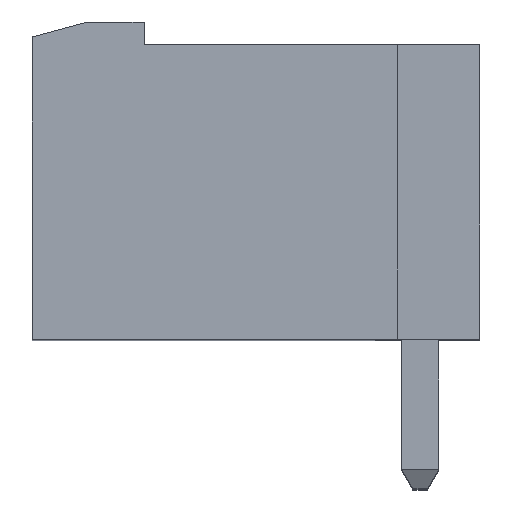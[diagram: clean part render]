
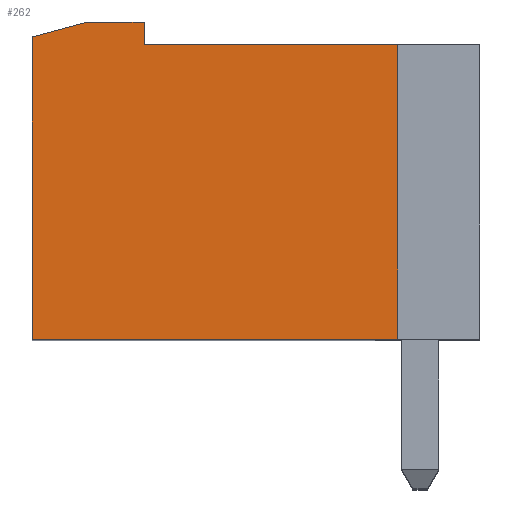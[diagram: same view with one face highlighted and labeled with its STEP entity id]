
A CAD part, top view. The second image highlights one B-rep face of the part: STEP entity #262.
In plain terms, the highlighted planar face has unit normal (0, 0, 1).
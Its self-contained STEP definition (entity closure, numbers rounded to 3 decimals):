
#262 = ADVANCED_FACE( '', ( #667 ), #668, .F. );
#667 = FACE_OUTER_BOUND( '', #1224, .T. );
#668 = PLANE( '', #1225 );
#1224 = EDGE_LOOP( '', ( #1938, #1939, #1940, #1941, #1942, #1943, #1944 ) );
#1225 = AXIS2_PLACEMENT_3D( '', #1945, #1946, #1947 );
#1938 = ORIENTED_EDGE( '', *, *, #3464, .F. );
#1939 = ORIENTED_EDGE( '', *, *, #3465, .F. );
#1940 = ORIENTED_EDGE( '', *, *, #3466, .F. );
#1941 = ORIENTED_EDGE( '', *, *, #3467, .F. );
#1942 = ORIENTED_EDGE( '', *, *, #3468, .F. );
#1943 = ORIENTED_EDGE( '', *, *, #3469, .F. );
#1944 = ORIENTED_EDGE( '', *, *, #3470, .F. );
#1945 = CARTESIAN_POINT( '', ( 440.358, 388.977, 102.86 ) );
#1946 = DIRECTION( '', ( 0., 0., -1. ) );
#1947 = DIRECTION( '', ( 0., -1., 0. ) );
#3464 = EDGE_CURVE( '', #4212, #4213, #4214, .T. );
#3465 = EDGE_CURVE( '', #4215, #4212, #4216, .T. );
#3466 = EDGE_CURVE( '', #4217, #4215, #4218, .T. );
#3467 = EDGE_CURVE( '', #4219, #4217, #4220, .T. );
#3468 = EDGE_CURVE( '', #4221, #4219, #4222, .T. );
#3469 = EDGE_CURVE( '', #4223, #4221, #4224, .T. );
#3470 = EDGE_CURVE( '', #4213, #4223, #4225, .T. );
#4212 = VERTEX_POINT( '', #5269 );
#4213 = VERTEX_POINT( '', #5270 );
#4214 = LINE( '', #5271, #5272 );
#4215 = VERTEX_POINT( '', #5273 );
#4216 = LINE( '', #5274, #5275 );
#4217 = VERTEX_POINT( '', #5276 );
#4218 = LINE( '', #5277, #5278 );
#4219 = VERTEX_POINT( '', #5279 );
#4220 = LINE( '', #5280, #5281 );
#4221 = VERTEX_POINT( '', #5282 );
#4222 = LINE( '', #5283, #5284 );
#4223 = VERTEX_POINT( '', #5285 );
#4224 = LINE( '', #5286, #5287 );
#4225 = LINE( '', #5288, #5289 );
#5269 = CARTESIAN_POINT( '', ( 447.158, 380.377, 102.86 ) );
#5270 = CARTESIAN_POINT( '', ( 437.358, 380.377, 102.86 ) );
#5271 = CARTESIAN_POINT( '', ( 437.358, 380.377, 102.86 ) );
#5272 = VECTOR( '', #6378, 1000. );
#5273 = CARTESIAN_POINT( '', ( 447.158, 388.277, 102.86 ) );
#5274 = CARTESIAN_POINT( '', ( 447.158, 380.377, 102.86 ) );
#5275 = VECTOR( '', #6379, 1000. );
#5276 = CARTESIAN_POINT( '', ( 440.358, 388.277, 102.86 ) );
#5277 = CARTESIAN_POINT( '', ( 447.158, 388.277, 102.86 ) );
#5278 = VECTOR( '', #6380, 1000. );
#5279 = CARTESIAN_POINT( '', ( 440.358, 388.877, 102.86 ) );
#5280 = CARTESIAN_POINT( '', ( 440.358, 388.477, 102.86 ) );
#5281 = VECTOR( '', #6381, 1000. );
#5282 = CARTESIAN_POINT( '', ( 438.851, 388.877, 102.86 ) );
#5283 = CARTESIAN_POINT( '', ( 440.358, 388.877, 102.86 ) );
#5284 = VECTOR( '', #6382, 1000. );
#5285 = CARTESIAN_POINT( '', ( 437.358, 388.477, 102.86 ) );
#5286 = CARTESIAN_POINT( '', ( 438.851, 388.877, 102.86 ) );
#5287 = VECTOR( '', #6383, 1000. );
#5288 = CARTESIAN_POINT( '', ( 437.358, 388.577, 102.86 ) );
#5289 = VECTOR( '', #6384, 1000. );
#6378 = DIRECTION( '', ( -1., 0., 0. ) );
#6379 = DIRECTION( '', ( 0., -1., 0. ) );
#6380 = DIRECTION( '', ( 1., 0., 0. ) );
#6381 = DIRECTION( '', ( 0., -1., 0. ) );
#6382 = DIRECTION( '', ( 1., 0., 0. ) );
#6383 = DIRECTION( '', ( 0.966, 0.259, 0. ) );
#6384 = DIRECTION( '', ( 0., 1., 0. ) );
